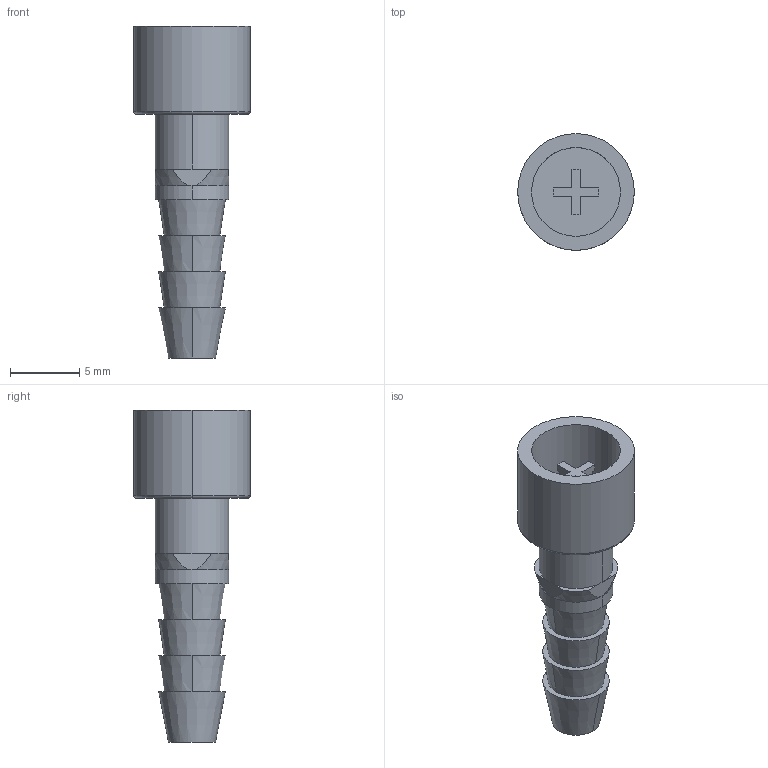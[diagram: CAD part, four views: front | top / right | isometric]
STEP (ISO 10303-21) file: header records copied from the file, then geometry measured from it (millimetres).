
FILE_DESCRIPTION(('Creo Elements/Direct Modeling STEP Export'),'2;1');
FILE_NAME('0ln7uvk4b37p3l05772','2017-06-06T15:36:29',(''),(''),'PTC Creo Elements/Direct Modeling STEP processor for AP214 (Solid Model)','PTC Creo Elements/Direct Modeling 19.0E 27-Jun-2016 (C) Parametric Technology GmbH','');
FILE_SCHEMA(('AUTOMOTIVE_DESIGN { 1 0 10303 214 1 1 1 1 }'));
Length unit declared in the file: millimetre
Products named in the file (2): CX_4.0_VC
Assembly tree (1 placements, depth 2):
  CX_4.0_VC
    CX_4.0_VC
Bounding box: 8.4 x 8.4 x 23.9 mm (x, y, z)
Volume: 337.1 mm3; surface area: 897.5 mm2
Topology: 1 solids, 1 shells, 71 faces, 163 edges, 103 vertices
Faces by surface type: plane 31, cylinder 24, cone 14, torus 2
Entity records: 2449 total; most frequent: CARTESIAN_POINT 769, ORIENTED_EDGE 326, DIRECTION 268, EDGE_CURVE 163, VERTEX_POINT 103, AXIS2_PLACEMENT_3D 99, EDGE_LOOP 80, FACE_OUTER_BOUND 71
